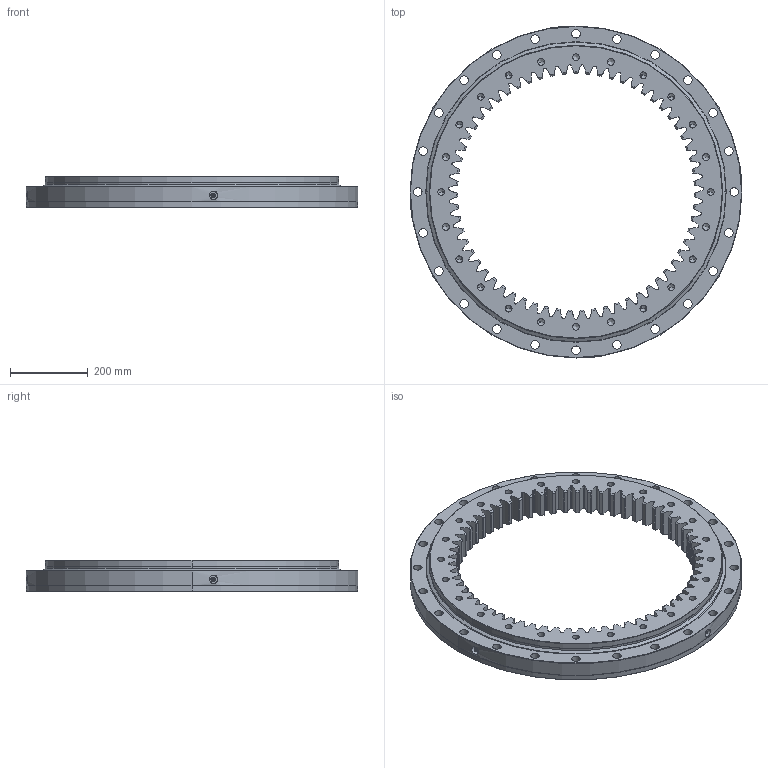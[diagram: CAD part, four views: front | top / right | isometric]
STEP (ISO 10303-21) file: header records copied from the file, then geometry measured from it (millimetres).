
FILE_DESCRIPTION (( 'STEP AP214' ), '1' );
FILE_NAME ('I.855.25.00.B.STEP', '2015-10-16T10:13:59', ( '' ), ( '' ), 'SwSTEP 2.0', 'SolidWorks 2015', '' );
FILE_SCHEMA (( 'AUTOMOTIVE_DESIGN' ));
Length unit declared in the file: millimetre
Products named in the file (7): B.855.B25B.A3N.1 - IR; Grease nipple M10x1mm; I.855.25.00.B; B.855.B25B.A3N.1 - OR Seal; B.855.B25B.A3N.1 - IR Seal; Ball D25; B.855.B25B.A3N.1 - OR
Assembly tree (90 placements, depth 2):
  I.855.25.00.B
    B.855.B25B.A3N.1 - IR
    B.855.B25B.A3N.1 - OR
    Ball D25  x82
    B.855.B25B.A3N.1 - IR Seal
    B.855.B25B.A3N.1 - OR Seal
    Grease nipple M10x1mm  x4
Bounding box: 855 x 855 x 80 mm (x, y, z)
Volume: 14987052 mm3; surface area: 1825416.9 mm2
Topology: 90 solids, 90 shells, 1327 faces, 3791 edges, 2472 vertices
Faces by surface type: bspline 315, plane 312, cone 266, cylinder 225, sphere 164, torus 45
Entity records: 39184 total; most frequent: CARTESIAN_POINT 13138, ORIENTED_EDGE 5910, DIRECTION 4088, EDGE_CURVE 2955, VERTEX_POINT 1938, AXIS2_PLACEMENT_3D 1482, B_SPLINE_CURVE_WITH_KNOTS 1190, EDGE_LOOP 1163
